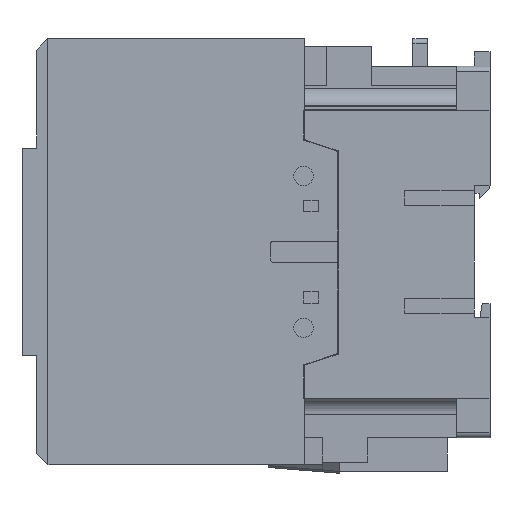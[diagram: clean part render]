
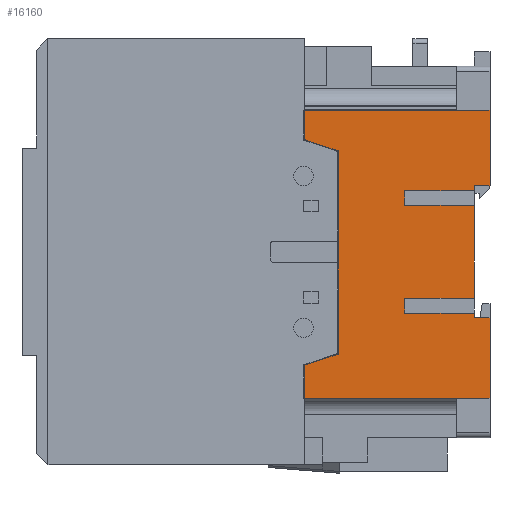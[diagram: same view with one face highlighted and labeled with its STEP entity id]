
A CAD part, left-side view. The second image highlights one B-rep face of the part: STEP entity #16160.
In plain terms, the highlighted planar face has unit normal (-1, 0, 0).
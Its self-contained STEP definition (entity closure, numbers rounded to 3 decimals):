
#989=DIRECTION('',(0.,-0.949,0.316));
#990=VECTOR('',#989,9.487);
#991=CARTESIAN_POINT('',(-37.675,49.9,-30.522));
#992=LINE('',#991,#990);
#996=DIRECTION('',(0.,0.949,0.316));
#997=VECTOR('',#996,9.487);
#998=CARTESIAN_POINT('',(-37.675,40.9,27.222));
#999=LINE('',#998,#997);
#1003=DIRECTION('',(0.,-1.,0.));
#1004=VECTOR('',#1003,49.9);
#1005=CARTESIAN_POINT('',(-37.675,49.9,38.15));
#1006=LINE('',#1005,#1004);
#1010=DIRECTION('',(0.,0.,-1.));
#1011=VECTOR('',#1010,20.4);
#1012=CARTESIAN_POINT('',(-37.675,0.,38.15));
#1013=LINE('',#1012,#1011);
#1017=DIRECTION('',(0.,1.,0.));
#1018=VECTOR('',#1017,4.2);
#1019=CARTESIAN_POINT('',(-37.675,0.,17.75));
#1020=LINE('',#1019,#1018);
#1024=DIRECTION('',(0.,0.,-1.));
#1025=VECTOR('',#1024,1.25);
#1026=CARTESIAN_POINT('',(-37.675,4.2,17.75));
#1027=LINE('',#1026,#1025);
#1031=DIRECTION('',(0.,0.,-1.));
#1032=VECTOR('',#1031,25.);
#1033=CARTESIAN_POINT('',(-37.675,4.2,12.5));
#1034=LINE('',#1033,#1032);
#1038=DIRECTION('',(0.,0.,-1.));
#1039=VECTOR('',#1038,1.25);
#1040=CARTESIAN_POINT('',(-37.675,4.2,-16.5));
#1041=LINE('',#1040,#1039);
#1045=DIRECTION('',(0.,-1.,0.));
#1046=VECTOR('',#1045,4.2);
#1047=CARTESIAN_POINT('',(-37.675,4.2,-17.75));
#1048=LINE('',#1047,#1046);
#1052=DIRECTION('',(0.,0.,-1.));
#1053=VECTOR('',#1052,21.7);
#1054=CARTESIAN_POINT('',(-37.675,0.,-17.75));
#1055=LINE('',#1054,#1053);
#1059=DIRECTION('',(0.,1.,0.));
#1060=VECTOR('',#1059,49.9);
#1061=CARTESIAN_POINT('',(-37.675,0.,-39.45));
#1062=LINE('',#1061,#1060);
#1087=DIRECTION('',(0.,0.,-1.));
#1088=VECTOR('',#1087,8.928);
#1089=CARTESIAN_POINT('',(-37.675,49.9,-30.522));
#1090=LINE('',#1089,#1088);
#4026=DIRECTION('',(0.,0.,-1.));
#4027=VECTOR('',#4026,7.928);
#4028=CARTESIAN_POINT('',(-37.675,49.9,38.15));
#4029=LINE('',#4028,#4027);
#4054=DIRECTION('',(0.,0.,-1.));
#4055=VECTOR('',#4054,54.744);
#4056=CARTESIAN_POINT('',(-37.675,40.9,27.222));
#4057=LINE('',#4056,#4055);
#12185=DIRECTION('',(0.,-1.,0.));
#12186=VECTOR('',#12185,18.8);
#12187=CARTESIAN_POINT('',(-37.675,23.,16.5));
#12188=LINE('',#12187,#12186);
#12227=DIRECTION('',(0.,0.,1.));
#12228=VECTOR('',#12227,4.);
#12229=CARTESIAN_POINT('',(-37.675,23.,12.5));
#12230=LINE('',#12229,#12228);
#12241=DIRECTION('',(0.,1.,0.));
#12242=VECTOR('',#12241,18.8);
#12243=CARTESIAN_POINT('',(-37.675,4.2,12.5));
#12244=LINE('',#12243,#12242);
#12269=DIRECTION('',(0.,-1.,0.));
#12270=VECTOR('',#12269,18.8);
#12271=CARTESIAN_POINT('',(-37.675,23.,-12.5));
#12272=LINE('',#12271,#12270);
#12283=DIRECTION('',(0.,0.,1.));
#12284=VECTOR('',#12283,4.);
#12285=CARTESIAN_POINT('',(-37.675,23.,-16.5));
#12286=LINE('',#12285,#12284);
#12311=DIRECTION('',(0.,1.,0.));
#12312=VECTOR('',#12311,18.8);
#12313=CARTESIAN_POINT('',(-37.675,4.2,-16.5));
#12314=LINE('',#12313,#12312);
#12954=CARTESIAN_POINT('',(-37.675,4.2,-17.75));
#12955=VERTEX_POINT('',#12954);
#12972=CARTESIAN_POINT('',(-37.675,0.,-17.75));
#12973=VERTEX_POINT('',#12972);
#12994=CARTESIAN_POINT('',(-37.675,4.2,-16.5));
#12995=VERTEX_POINT('',#12994);
#13000=CARTESIAN_POINT('',(-37.675,4.2,-12.5));
#13001=VERTEX_POINT('',#13000);
#13002=CARTESIAN_POINT('',(-37.675,4.2,12.5));
#13003=VERTEX_POINT('',#13002);
#13008=CARTESIAN_POINT('',(-37.675,4.2,16.5));
#13009=VERTEX_POINT('',#13008);
#13010=CARTESIAN_POINT('',(-37.675,4.2,17.75));
#13011=VERTEX_POINT('',#13010);
#13132=CARTESIAN_POINT('',(-37.675,0.,17.75));
#13133=VERTEX_POINT('',#13132);
#13134=CARTESIAN_POINT('',(-37.675,49.9,-30.522));
#13135=CARTESIAN_POINT('',(-37.675,49.9,-39.45));
#13136=VERTEX_POINT('',#13134);
#13137=VERTEX_POINT('',#13135);
#13138=CARTESIAN_POINT('',(-37.675,40.9,-27.522));
#13139=VERTEX_POINT('',#13138);
#13140=CARTESIAN_POINT('',(-37.675,40.9,27.222));
#13141=VERTEX_POINT('',#13140);
#13142=CARTESIAN_POINT('',(-37.675,49.9,30.222));
#13143=VERTEX_POINT('',#13142);
#13144=CARTESIAN_POINT('',(-37.675,49.9,38.15));
#13145=VERTEX_POINT('',#13144);
#13146=CARTESIAN_POINT('',(-37.675,0.,38.15));
#13147=VERTEX_POINT('',#13146);
#13148=CARTESIAN_POINT('',(-37.675,23.,16.5));
#13149=VERTEX_POINT('',#13148);
#13150=CARTESIAN_POINT('',(-37.675,23.,12.5));
#13151=VERTEX_POINT('',#13150);
#13152=CARTESIAN_POINT('',(-37.675,23.,-12.5));
#13153=VERTEX_POINT('',#13152);
#13154=CARTESIAN_POINT('',(-37.675,23.,-16.5));
#13155=VERTEX_POINT('',#13154);
#13156=CARTESIAN_POINT('',(-37.675,0.,-39.45));
#13157=VERTEX_POINT('',#13156);
#16118=CARTESIAN_POINT('',(-37.675,24.95,-0.65));
#16119=DIRECTION('',(1.,0.,0.));
#16120=DIRECTION('',(0.,0.,-1.));
#16121=AXIS2_PLACEMENT_3D('',#16118,#16119,#16120);
#16122=PLANE('',#16121);
#16124=ORIENTED_EDGE('',*,*,#16123,.F.);
#16126=ORIENTED_EDGE('',*,*,#16125,.T.);
#16128=ORIENTED_EDGE('',*,*,#16127,.F.);
#16130=ORIENTED_EDGE('',*,*,#16129,.T.);
#16132=ORIENTED_EDGE('',*,*,#16131,.F.);
#16134=ORIENTED_EDGE('',*,*,#16133,.T.);
#16136=ORIENTED_EDGE('',*,*,#16135,.T.);
#16137=ORIENTED_EDGE('',*,*,#16102,.T.);
#16138=ORIENTED_EDGE('',*,*,#15680,.T.);
#16140=ORIENTED_EDGE('',*,*,#16139,.F.);
#16142=ORIENTED_EDGE('',*,*,#16141,.F.);
#16144=ORIENTED_EDGE('',*,*,#16143,.F.);
#16145=ORIENTED_EDGE('',*,*,#15672,.T.);
#16147=ORIENTED_EDGE('',*,*,#16146,.F.);
#16149=ORIENTED_EDGE('',*,*,#16148,.F.);
#16151=ORIENTED_EDGE('',*,*,#16150,.F.);
#16152=ORIENTED_EDGE('',*,*,#15664,.T.);
#16153=ORIENTED_EDGE('',*,*,#15617,.T.);
#16155=ORIENTED_EDGE('',*,*,#16154,.T.);
#16157=ORIENTED_EDGE('',*,*,#16156,.T.);
#16158=EDGE_LOOP('',(#16124,#16126,#16128,#16130,#16132,#16134,#16136,#16137,
#16138,#16140,#16142,#16144,#16145,#16147,#16149,#16151,#16152,#16153,#16155,
#16157));
#16159=FACE_OUTER_BOUND('',#16158,.F.);
#15617=EDGE_CURVE('',#12955,#12973,#1048,.T.);
#15664=EDGE_CURVE('',#12995,#12955,#1041,.T.);
#15672=EDGE_CURVE('',#13003,#13001,#1034,.T.);
#15680=EDGE_CURVE('',#13011,#13009,#1027,.T.);
#16102=EDGE_CURVE('',#13133,#13011,#1020,.T.);
#16123=EDGE_CURVE('',#13136,#13137,#1090,.T.);
#16125=EDGE_CURVE('',#13136,#13139,#992,.T.);
#16127=EDGE_CURVE('',#13141,#13139,#4057,.T.);
#16129=EDGE_CURVE('',#13141,#13143,#999,.T.);
#16131=EDGE_CURVE('',#13145,#13143,#4029,.T.);
#16133=EDGE_CURVE('',#13145,#13147,#1006,.T.);
#16135=EDGE_CURVE('',#13147,#13133,#1013,.T.);
#16139=EDGE_CURVE('',#13149,#13009,#12188,.T.);
#16141=EDGE_CURVE('',#13151,#13149,#12230,.T.);
#16143=EDGE_CURVE('',#13003,#13151,#12244,.T.);
#16146=EDGE_CURVE('',#13153,#13001,#12272,.T.);
#16148=EDGE_CURVE('',#13155,#13153,#12286,.T.);
#16150=EDGE_CURVE('',#12995,#13155,#12314,.T.);
#16154=EDGE_CURVE('',#12973,#13157,#1055,.T.);
#16156=EDGE_CURVE('',#13157,#13137,#1062,.T.);
#16160=ADVANCED_FACE('',(#16159),#16122,.F.);
